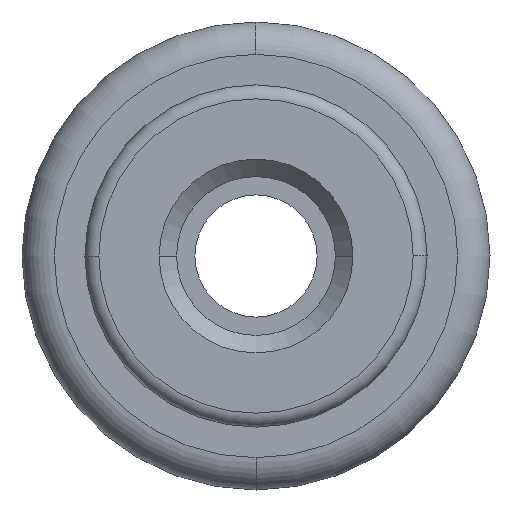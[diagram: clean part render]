
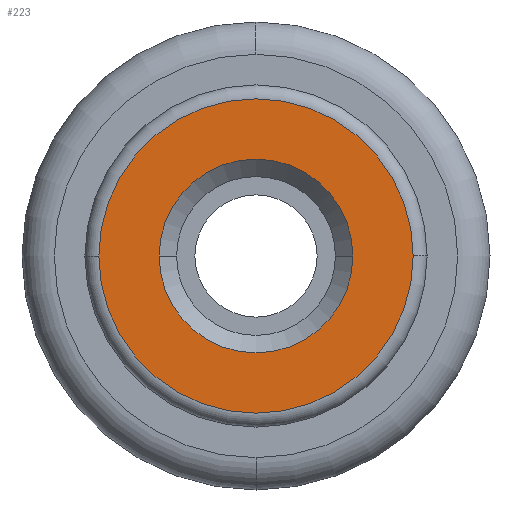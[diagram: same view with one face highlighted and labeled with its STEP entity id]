
A CAD part, front view. The second image highlights one B-rep face of the part: STEP entity #223.
In plain terms, the highlighted planar face has unit normal (0, -1, 0).
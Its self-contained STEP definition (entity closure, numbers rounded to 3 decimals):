
#223=ADVANCED_FACE('',(#480,#481),#482,.T.);
#480=FACE_BOUND('',#767,.T.);
#481=FACE_OUTER_BOUND('',#768,.T.);
#482=PLANE('',#769);
#767=EDGE_LOOP('',(#1341,#1342));
#768=EDGE_LOOP('',(#1343,#1344));
#769=AXIS2_PLACEMENT_3D('',#1345,#1346,#1347);
#1341=ORIENTED_EDGE('',*,*,#1747,.T.);
#1342=ORIENTED_EDGE('',*,*,#1777,.T.);
#1343=ORIENTED_EDGE('',*,*,#1801,.F.);
#1344=ORIENTED_EDGE('',*,*,#1793,.F.);
#1345=CARTESIAN_POINT('',(4.5,0.0,0.0));
#1346=DIRECTION('',(-0.0,-1.0,-0.0));
#1347=DIRECTION('',(-1.0,0.0,0.0));
#1747=EDGE_CURVE('',#2117,#2115,#2118,.T.);
#1777=EDGE_CURVE('',#2115,#2117,#2160,.T.);
#1793=EDGE_CURVE('',#2185,#2180,#2187,.T.);
#1801=EDGE_CURVE('',#2180,#2185,#2195,.T.);
#2115=VERTEX_POINT('',#2550);
#2117=VERTEX_POINT('',#2553);
#2118=CIRCLE('',#2554,5.55);
#2160=CIRCLE('',#2601,5.55);
#2180=VERTEX_POINT('',#2621);
#2185=VERTEX_POINT('',#2627);
#2187=CIRCLE('',#2630,9.0);
#2195=CIRCLE('',#2638,9.0);
#2550=CARTESIAN_POINT('',(5.55,0.0,0.));
#2553=CARTESIAN_POINT('',(-5.55,0.0,0.));
#2554=AXIS2_PLACEMENT_3D('',#3019,#3020,#3021);
#2601=AXIS2_PLACEMENT_3D('',#3078,#3079,#3080);
#2621=CARTESIAN_POINT('',(9.0,0.0,0.0));
#2627=CARTESIAN_POINT('',(-9.0,0.0,0.));
#2630=AXIS2_PLACEMENT_3D('',#3113,#3114,#3115);
#2638=AXIS2_PLACEMENT_3D('',#3128,#3129,#3130);
#3019=CARTESIAN_POINT('',(0.0,0.0,0.0));
#3020=DIRECTION('',(-0.0,1.0,0.0));
#3021=DIRECTION('',(1.0,0.0,0.0));
#3078=CARTESIAN_POINT('',(0.0,0.0,0.0));
#3079=DIRECTION('',(-0.0,1.0,0.0));
#3080=DIRECTION('',(1.0,0.0,0.0));
#3113=CARTESIAN_POINT('',(0.0,0.0,0.0));
#3114=DIRECTION('',(-0.0,1.0,0.0));
#3115=DIRECTION('',(1.0,0.0,0.0));
#3128=CARTESIAN_POINT('',(0.0,0.0,0.0));
#3129=DIRECTION('',(-0.0,1.0,0.0));
#3130=DIRECTION('',(1.0,0.0,0.0));
